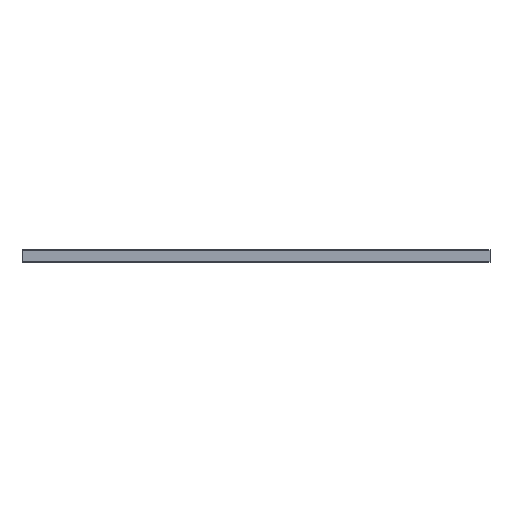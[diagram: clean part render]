
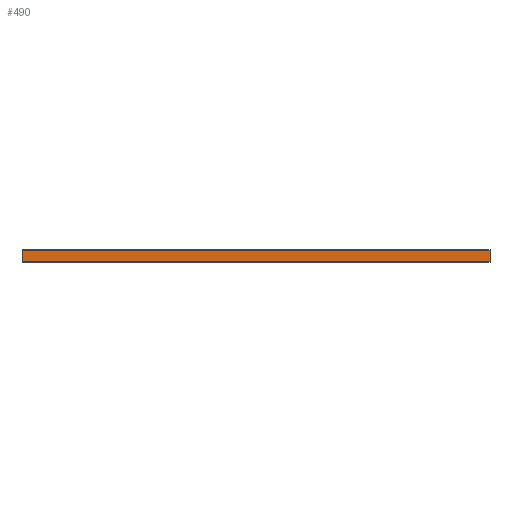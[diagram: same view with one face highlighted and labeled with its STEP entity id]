
A CAD part, top view. The second image highlights one B-rep face of the part: STEP entity #490.
In plain terms, the highlighted planar face has unit normal (0, 0, 1).
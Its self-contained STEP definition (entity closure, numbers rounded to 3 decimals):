
#51 = CARTESIAN_POINT ( 'NONE',  ( 1828.8, 23.114, 0. ) ) ;
#96 = FACE_OUTER_BOUND ( 'NONE', #541, .T. ) ;
#104 = ORIENTED_EDGE ( 'NONE', *, *, #552, .F. ) ;
#111 = DIRECTION ( 'NONE',  ( -1., 0., 0. ) ) ;
#119 = LINE ( 'NONE', #733, #1252 ) ;
#141 = CARTESIAN_POINT ( 'NONE',  ( 1828.8, -23.114, 0. ) ) ;
#150 = EDGE_CURVE ( 'NONE', #1245, #1013, #571, .T. ) ;
#300 = CARTESIAN_POINT ( 'NONE',  ( 1828.8, 23.114, 0. ) ) ;
#303 = DIRECTION ( 'NONE',  ( 1., 0., 0. ) ) ;
#307 = EDGE_CURVE ( 'NONE', #662, #501, #119, .T. ) ;
#312 = ORIENTED_EDGE ( 'NONE', *, *, #150, .F. ) ;
#373 = CARTESIAN_POINT ( 'NONE',  ( 1828.8, -23.114, 0. ) ) ;
#382 = DIRECTION ( 'NONE',  ( 0., 1., 0. ) ) ;
#383 = DIRECTION ( 'NONE',  ( 0., 0., -1. ) ) ;
#390 = PLANE ( 'NONE',  #1368 ) ;
#411 = CARTESIAN_POINT ( 'NONE',  ( 1828.8, 23.114, 0. ) ) ;
#490 = ADVANCED_FACE ( 'NONE', ( #96 ), #390, .F. ) ;
#501 = VERTEX_POINT ( 'NONE', #373 ) ;
#541 = EDGE_LOOP ( 'NONE', ( #1031, #837, #104, #312 ) ) ;
#552 = EDGE_CURVE ( 'NONE', #1013, #662, #624, .T. ) ;
#571 = LINE ( 'NONE', #959, #1390 ) ;
#624 = LINE ( 'NONE', #300, #1459 ) ;
#628 = EDGE_CURVE ( 'NONE', #501, #1245, #1096, .T. ) ;
#662 = VERTEX_POINT ( 'NONE', #51 ) ;
#705 = DIRECTION ( 'NONE',  ( 0., -1., 0. ) ) ;
#733 = CARTESIAN_POINT ( 'NONE',  ( 1828.8, 23.114, 0. ) ) ;
#790 = VECTOR ( 'NONE', #111, 1000. ) ;
#837 = ORIENTED_EDGE ( 'NONE', *, *, #307, .F. ) ;
#959 = CARTESIAN_POINT ( 'NONE',  ( 0., 23.114, 0. ) ) ;
#975 = CARTESIAN_POINT ( 'NONE',  ( 0., -23.114, 0. ) ) ;
#1013 = VERTEX_POINT ( 'NONE', #1149 ) ;
#1031 = ORIENTED_EDGE ( 'NONE', *, *, #628, .F. ) ;
#1096 = LINE ( 'NONE', #141, #790 ) ;
#1147 = DIRECTION ( 'NONE',  ( 0., 1., 0. ) ) ;
#1149 = CARTESIAN_POINT ( 'NONE',  ( 0., 23.114, 0. ) ) ;
#1245 = VERTEX_POINT ( 'NONE', #975 ) ;
#1252 = VECTOR ( 'NONE', #705, 1000. ) ;
#1368 = AXIS2_PLACEMENT_3D ( 'NONE', #411, #383, #382 ) ;
#1390 = VECTOR ( 'NONE', #1147, 1000. ) ;
#1459 = VECTOR ( 'NONE', #303, 1000. ) ;
